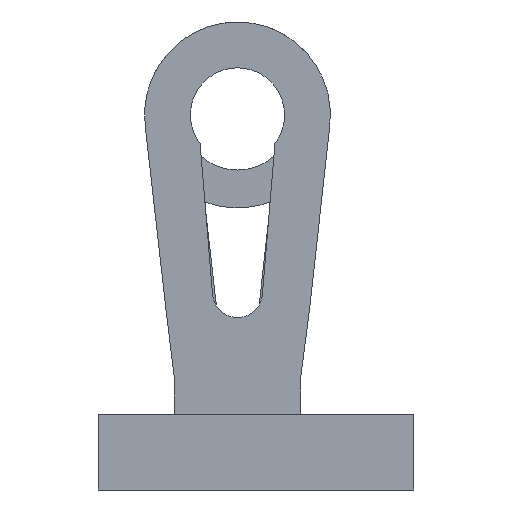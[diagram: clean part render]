
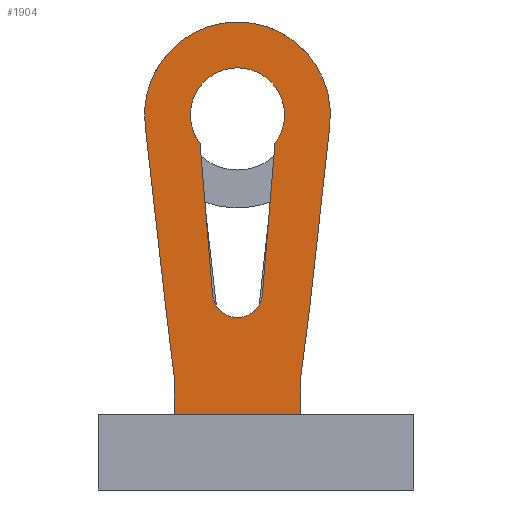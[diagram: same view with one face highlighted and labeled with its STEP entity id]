
A CAD part, left-side view. The second image highlights one B-rep face of the part: STEP entity #1904.
In plain terms, the highlighted planar face has unit normal (-1, 0, 0).
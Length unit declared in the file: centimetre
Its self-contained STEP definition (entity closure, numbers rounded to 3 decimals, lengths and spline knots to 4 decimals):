
#11 = EDGE_LOOP ( 'NONE', ( #1984, #567, #294, #1908, #784, #638, #1834, #1183, #564 ) ) ;
#21 = DIRECTION ( 'NONE',  ( 0., -0.128, 0.992 ) ) ;
#34 = EDGE_CURVE ( 'NONE', #1909, #1812, #1504, .T. ) ;
#43 = DIRECTION ( 'NONE',  ( 0., 0., 1. ) ) ;
#46 = EDGE_CURVE ( 'NONE', #1103, #1303, #1084, .T. ) ;
#77 = ORIENTED_EDGE ( 'NONE', *, *, #420, .F. ) ;
#81 = CARTESIAN_POINT ( 'NONE',  ( -2.67, 0.2937, 2.2957 ) ) ;
#88 = VERTEX_POINT ( 'NONE', #565 ) ;
#125 = EDGE_CURVE ( 'NONE', #1303, #557, #984, .T. ) ;
#138 = DIRECTION ( 'NONE',  ( 0., 0., 1. ) ) ;
#156 = VECTOR ( 'NONE', #585, 100. ) ;
#157 = VERTEX_POINT ( 'NONE', #457 ) ;
#172 = LINE ( 'NONE', #1595, #1679 ) ;
#209 = CARTESIAN_POINT ( 'NONE',  ( -2.67, -0.2005, 1.0974 ) ) ;
#213 = EDGE_LOOP ( 'NONE', ( #688, #593, #658, #77, #1742 ) ) ;
#266 = LINE ( 'NONE', #317, #625 ) ;
#279 = DIRECTION ( 'NONE',  ( -1., 0., 0. ) ) ;
#287 = CARTESIAN_POINT ( 'NONE',  ( -2.67, -0.0032, 2.5223 ) ) ;
#294 = ORIENTED_EDGE ( 'NONE', *, *, #904, .T. ) ;
#306 = DIRECTION ( 'NONE',  ( -1., 0., 0. ) ) ;
#317 = CARTESIAN_POINT ( 'NONE',  ( -2.67, 0., 0.15 ) ) ;
#339 = CARTESIAN_POINT ( 'NONE',  ( -2.67, 0.1941, 1.0974 ) ) ;
#416 = CARTESIAN_POINT ( 'NONE',  ( -2.67, -0.1086, -0.009 ) ) ;
#420 = EDGE_CURVE ( 'NONE', #1812, #1445, #762, .T. ) ;
#457 = CARTESIAN_POINT ( 'NONE',  ( -2.67, -0.0032, 3.2589 ) ) ;
#539 = CARTESIAN_POINT ( 'NONE',  ( -2.67, -0.4601, -0.0508 ) ) ;
#547 = DIRECTION ( 'NONE',  ( 0., -0.11, 0.994 ) ) ;
#551 = CARTESIAN_POINT ( 'NONE',  ( -2.67, 0.7287, 2.4395 ) ) ;
#557 = VERTEX_POINT ( 'NONE', #2030 ) ;
#564 = ORIENTED_EDGE ( 'NONE', *, *, #125, .T. ) ;
#565 = CARTESIAN_POINT ( 'NONE',  ( -2.67, -0.3002, 2.2957 ) ) ;
#567 = ORIENTED_EDGE ( 'NONE', *, *, #792, .F. ) ;
#584 = DIRECTION ( 'NONE',  ( 0., 0., 1. ) ) ;
#585 = DIRECTION ( 'NONE',  ( 0., -0.112, -0.994 ) ) ;
#593 = ORIENTED_EDGE ( 'NONE', *, *, #640, .F. ) ;
#596 = EDGE_CURVE ( 'NONE', #557, #1320, #1184, .T. ) ;
#625 = VECTOR ( 'NONE', #1407, 100. ) ;
#629 = EDGE_CURVE ( 'NONE', #634, #157, #1410, .T. ) ;
#634 = VERTEX_POINT ( 'NONE', #1215 ) ;
#638 = ORIENTED_EDGE ( 'NONE', *, *, #629, .T. ) ;
#640 = EDGE_CURVE ( 'NONE', #1001, #88, #989, .T. ) ;
#650 = VECTOR ( 'NONE', #547, 100. ) ;
#658 = ORIENTED_EDGE ( 'NONE', *, *, #1258, .F. ) ;
#688 = ORIENTED_EDGE ( 'NONE', *, *, #1538, .F. ) ;
#708 = AXIS2_PLACEMENT_3D ( 'NONE', #1875, #915, #1362 ) ;
#732 = DIRECTION ( 'NONE',  ( 0., 0., 1. ) ) ;
#741 = EDGE_CURVE ( 'NONE', #157, #1103, #1969, .T. ) ;
#745 = DIRECTION ( 'NONE',  ( 0., 0., -1. ) ) ;
#762 = LINE ( 'NONE', #1817, #1333 ) ;
#784 = ORIENTED_EDGE ( 'NONE', *, *, #1164, .T. ) ;
#792 = EDGE_CURVE ( 'NONE', #1654, #1320, #266, .T. ) ;
#803 = CARTESIAN_POINT ( 'NONE',  ( -2.67, 0.4377, -0.0533 ) ) ;
#807 = CARTESIAN_POINT ( 'NONE',  ( -2.67, -0.0032, 2.5223 ) ) ;
#842 = FACE_BOUND ( 'NONE', #213, .T. ) ;
#887 = CARTESIAN_POINT ( 'NONE',  ( -2.67, 0.4968, 0. ) ) ;
#904 = EDGE_CURVE ( 'NONE', #1654, #928, #172, .T. ) ;
#907 = CARTESIAN_POINT ( 'NONE',  ( -2.67, 0.4469, -0.0506 ) ) ;
#915 = DIRECTION ( 'NONE',  ( -1., 0., 0. ) ) ;
#926 = EDGE_CURVE ( 'NONE', #928, #1862, #2022, .T. ) ;
#928 = VERTEX_POINT ( 'NONE', #941 ) ;
#941 = CARTESIAN_POINT ( 'NONE',  ( -2.67, -0.5032, 0.4307 ) ) ;
#946 = CARTESIAN_POINT ( 'NONE',  ( -2.67, -0.4403, -0.0568 ) ) ;
#984 = LINE ( 'NONE', #803, #1792 ) ;
#989 = LINE ( 'NONE', #416, #1897 ) ;
#999 = VECTOR ( 'NONE', #21, 100. ) ;
#1001 = VERTEX_POINT ( 'NONE', #209 ) ;
#1024 = LINE ( 'NONE', #539, #650 ) ;
#1084 = LINE ( 'NONE', #907, #156 ) ;
#1103 = VERTEX_POINT ( 'NONE', #551 ) ;
#1125 = AXIS2_PLACEMENT_3D ( 'NONE', #1241, #306, #138 ) ;
#1164 = EDGE_CURVE ( 'NONE', #1862, #634, #1024, .T. ) ;
#1183 = ORIENTED_EDGE ( 'NONE', *, *, #46, .T. ) ;
#1184 = LINE ( 'NONE', #887, #2012 ) ;
#1215 = CARTESIAN_POINT ( 'NONE',  ( -2.67, -0.7353, 2.4415 ) ) ;
#1241 = CARTESIAN_POINT ( 'NONE',  ( -2.67, -0.0032, 2.5223 ) ) ;
#1258 = EDGE_CURVE ( 'NONE', #1445, #1001, #1392, .T. ) ;
#1261 = DIRECTION ( 'NONE',  ( 0., 0., 1. ) ) ;
#1299 = CARTESIAN_POINT ( 'NONE',  ( -2.67, -0.5729, 0.971 ) ) ;
#1303 = VERTEX_POINT ( 'NONE', #1888 ) ;
#1309 = PLANE ( 'NONE',  #1621 ) ;
#1320 = VERTEX_POINT ( 'NONE', #1900 ) ;
#1333 = VECTOR ( 'NONE', #1826, 100. ) ;
#1362 = DIRECTION ( 'NONE',  ( 0., 0., 1. ) ) ;
#1368 = DIRECTION ( 'NONE',  ( -1., 0., 0. ) ) ;
#1392 = CIRCLE ( 'NONE', #1415, 0.198 ) ;
#1407 = DIRECTION ( 'NONE',  ( 0., 1., 0. ) ) ;
#1410 = CIRCLE ( 'NONE', #708, 0.7365 ) ;
#1415 = AXIS2_PLACEMENT_3D ( 'NONE', #2006, #279, #584 ) ;
#1445 = VERTEX_POINT ( 'NONE', #339 ) ;
#1461 = DIRECTION ( 'NONE',  ( 0., 0., 1. ) ) ;
#1504 = CIRCLE ( 'NONE', #1995, 0.3735 ) ;
#1538 = EDGE_CURVE ( 'NONE', #88, #1909, #1949, .T. ) ;
#1595 = CARTESIAN_POINT ( 'NONE',  ( -2.67, -0.5032, 0. ) ) ;
#1621 = AXIS2_PLACEMENT_3D ( 'NONE', #1626, #1952, #1461 ) ;
#1626 = CARTESIAN_POINT ( 'NONE',  ( -2.67, 0., 0. ) ) ;
#1635 = CARTESIAN_POINT ( 'NONE',  ( -2.67, -0.0032, 2.8958 ) ) ;
#1636 = CARTESIAN_POINT ( 'NONE',  ( -2.67, -0.5032, 0.15 ) ) ;
#1654 = VERTEX_POINT ( 'NONE', #1636 ) ;
#1679 = VECTOR ( 'NONE', #1261, 100. ) ;
#1742 = ORIENTED_EDGE ( 'NONE', *, *, #34, .F. ) ;
#1792 = VECTOR ( 'NONE', #1879, 100. ) ;
#1812 = VERTEX_POINT ( 'NONE', #81 ) ;
#1817 = CARTESIAN_POINT ( 'NONE',  ( -2.67, 0.1022, -0.0085 ) ) ;
#1826 = DIRECTION ( 'NONE',  ( 0., -0.083, -0.997 ) ) ;
#1834 = ORIENTED_EDGE ( 'NONE', *, *, #741, .T. ) ;
#1862 = VERTEX_POINT ( 'NONE', #1299 ) ;
#1875 = CARTESIAN_POINT ( 'NONE',  ( -2.67, -0.0032, 2.5223 ) ) ;
#1879 = DIRECTION ( 'NONE',  ( 0., -0.121, -0.993 ) ) ;
#1888 = CARTESIAN_POINT ( 'NONE',  ( -2.67, 0.5625, 0.9709 ) ) ;
#1897 = VECTOR ( 'NONE', #2017, 100. ) ;
#1900 = CARTESIAN_POINT ( 'NONE',  ( -2.67, 0.4968, 0.15 ) ) ;
#1904 = ADVANCED_FACE ( 'NONE', ( #2020, #842 ), #1309, .T. ) ;
#1908 = ORIENTED_EDGE ( 'NONE', *, *, #926, .T. ) ;
#1909 = VERTEX_POINT ( 'NONE', #1635 ) ;
#1914 = AXIS2_PLACEMENT_3D ( 'NONE', #807, #1932, #43 ) ;
#1932 = DIRECTION ( 'NONE',  ( -1., 0., 0. ) ) ;
#1949 = CIRCLE ( 'NONE', #1914, 0.3735 ) ;
#1952 = DIRECTION ( 'NONE',  ( -1., 0., 0. ) ) ;
#1969 = CIRCLE ( 'NONE', #1125, 0.7365 ) ;
#1984 = ORIENTED_EDGE ( 'NONE', *, *, #596, .T. ) ;
#1995 = AXIS2_PLACEMENT_3D ( 'NONE', #287, #1368, #732 ) ;
#2006 = CARTESIAN_POINT ( 'NONE',  ( -2.67, -0.0032, 1.1138 ) ) ;
#2012 = VECTOR ( 'NONE', #745, 100. ) ;
#2017 = DIRECTION ( 'NONE',  ( 0., -0.083, 0.997 ) ) ;
#2020 = FACE_OUTER_BOUND ( 'NONE', #11, .T. ) ;
#2022 = LINE ( 'NONE', #946, #999 ) ;
#2030 = CARTESIAN_POINT ( 'NONE',  ( -2.67, 0.4968, 0.4318 ) ) ;
